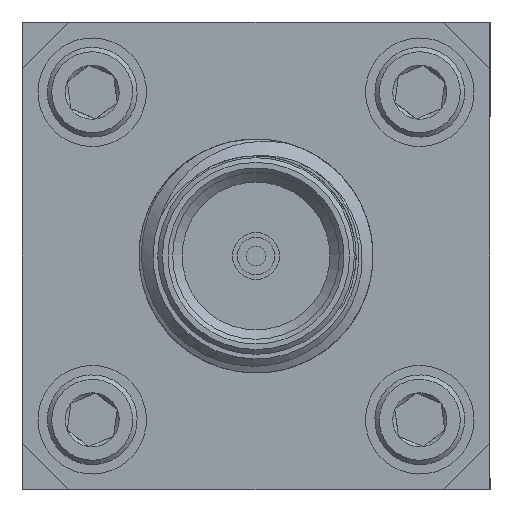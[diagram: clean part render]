
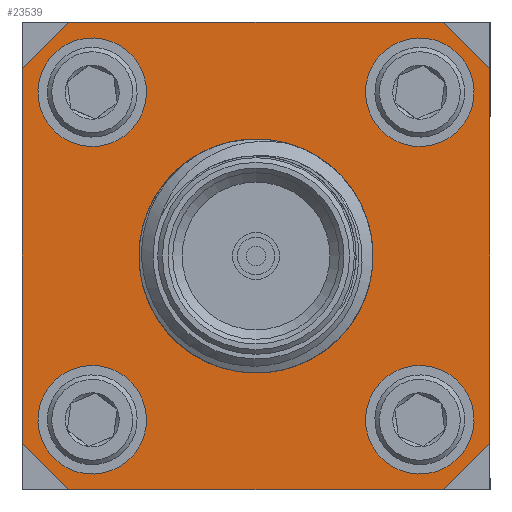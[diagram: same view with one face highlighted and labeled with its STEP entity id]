
A CAD part, left-side view. The second image highlights one B-rep face of the part: STEP entity #23539.
In plain terms, the highlighted planar face has unit normal (-1, 0, 0).
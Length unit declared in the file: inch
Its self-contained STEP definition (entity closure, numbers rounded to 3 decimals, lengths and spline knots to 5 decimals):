
#547 = DIRECTION ( 'NONE',  ( 0., 0.707, -0.707 ) ) ;
#597 = EDGE_CURVE ( 'NONE', #16565, #25343, #30933, .T. ) ;
#696 = ORIENTED_EDGE ( 'NONE', *, *, #17134, .T. ) ;
#802 = CIRCLE ( 'NONE', #12071, 0.058 ) ;
#2018 = VECTOR ( 'NONE', #12429, 39.37008 ) ;
#2146 = ORIENTED_EDGE ( 'NONE', *, *, #597, .T. ) ;
#2166 = DIRECTION ( 'NONE',  ( 1., 0., 0. ) ) ;
#2711 = CARTESIAN_POINT ( 'NONE',  ( -0.87, 0.19722, 0.12142 ) ) ;
#2825 = DIRECTION ( 'NONE',  ( 1., 0., 0. ) ) ;
#2931 = EDGE_CURVE ( 'NONE', #28417, #28417, #18509, .T. ) ;
#3003 = ORIENTED_EDGE ( 'NONE', *, *, #26674, .T. ) ;
#3026 = VECTOR ( 'NONE', #30422, 39.37008 ) ;
#3409 = CARTESIAN_POINT ( 'NONE',  ( -0.87, -0.175, -0.175 ) ) ;
#3566 = VERTEX_POINT ( 'NONE', #5737 ) ;
#3871 = CARTESIAN_POINT ( 'NONE',  ( -0.87, 0.25, 0.2 ) ) ;
#4535 = EDGE_CURVE ( 'NONE', #29388, #29388, #20375, .T. ) ;
#4979 = VERTEX_POINT ( 'NONE', #14195 ) ;
#5494 = VECTOR ( 'NONE', #547, 39.37008 ) ;
#5737 = CARTESIAN_POINT ( 'NONE',  ( -0.87, -0.19722, -0.12142 ) ) ;
#5890 = ORIENTED_EDGE ( 'NONE', *, *, #36204, .F. ) ;
#6870 = CARTESIAN_POINT ( 'NONE',  ( -0.87, 0.175, 0.175 ) ) ;
#8222 = CARTESIAN_POINT ( 'NONE',  ( -0.87, 0.25, -0.2 ) ) ;
#8364 = VECTOR ( 'NONE', #12511, 39.37008 ) ;
#8399 = VERTEX_POINT ( 'NONE', #26257 ) ;
#8436 = FACE_BOUND ( 'NONE', #28965, .T. ) ;
#8640 = DIRECTION ( 'NONE',  ( 0., 0., 1. ) ) ;
#9565 = LINE ( 'NONE', #35853, #8364 ) ;
#9614 = DIRECTION ( 'NONE',  ( 0., 0.383, -0.924 ) ) ;
#9631 = LINE ( 'NONE', #15531, #3026 ) ;
#9642 = CARTESIAN_POINT ( 'NONE',  ( -0.87, 0.2, 0.25 ) ) ;
#9820 = EDGE_CURVE ( 'NONE', #8399, #19559, #33422, .T. ) ;
#10018 = ORIENTED_EDGE ( 'NONE', *, *, #21846, .T. ) ;
#10069 = CARTESIAN_POINT ( 'NONE',  ( -0.87, -0.25, -0.2 ) ) ;
#10259 = VERTEX_POINT ( 'NONE', #15537 ) ;
#11178 = CARTESIAN_POINT ( 'NONE',  ( -0.87, 0., 0. ) ) ;
#11327 = ORIENTED_EDGE ( 'NONE', *, *, #12055, .T. ) ;
#11369 = DIRECTION ( 'NONE',  ( 1., 0., 0. ) ) ;
#11751 = DIRECTION ( 'NONE',  ( 0., 1., 0. ) ) ;
#12055 = EDGE_CURVE ( 'NONE', #19559, #10259, #15101, .T. ) ;
#12071 = AXIS2_PLACEMENT_3D ( 'NONE', #29033, #2166, #38228 ) ;
#12429 = DIRECTION ( 'NONE',  ( 0., -0.707, 0.707 ) ) ;
#12511 = DIRECTION ( 'NONE',  ( 0., 0., -1. ) ) ;
#12553 = DIRECTION ( 'NONE',  ( -1., 0., 0. ) ) ;
#13500 = CARTESIAN_POINT ( 'NONE',  ( -0.87, 0., -0.115 ) ) ;
#13875 = EDGE_LOOP ( 'NONE', ( #37968 ) ) ;
#14195 = CARTESIAN_POINT ( 'NONE',  ( -0.87, 0.19722, -0.12142 ) ) ;
#14309 = CARTESIAN_POINT ( 'NONE',  ( -0.87, 0.25, 0.2 ) ) ;
#14706 = FACE_BOUND ( 'NONE', #38746, .T. ) ;
#14785 = DIRECTION ( 'NONE',  ( 0., 0., -1. ) ) ;
#14955 = CARTESIAN_POINT ( 'NONE',  ( -0.87, -0.19722, 0.12142 ) ) ;
#14969 = ORIENTED_EDGE ( 'NONE', *, *, #2931, .T. ) ;
#14971 = CARTESIAN_POINT ( 'NONE',  ( -0.87, 0.2, -0.25 ) ) ;
#15101 = LINE ( 'NONE', #29440, #20858 ) ;
#15456 = ORIENTED_EDGE ( 'NONE', *, *, #4535, .F. ) ;
#15531 = CARTESIAN_POINT ( 'NONE',  ( -0.87, -0.2, 0.25 ) ) ;
#15537 = CARTESIAN_POINT ( 'NONE',  ( -0.87, -0.25, 0.2 ) ) ;
#16565 = VERTEX_POINT ( 'NONE', #9642 ) ;
#16870 = ORIENTED_EDGE ( 'NONE', *, *, #35304, .T. ) ;
#17134 = EDGE_CURVE ( 'NONE', #18393, #28568, #20484, .T. ) ;
#17367 = DIRECTION ( 'NONE',  ( 1., 0., 0. ) ) ;
#17855 = CARTESIAN_POINT ( 'NONE',  ( -0.87, 0.2, -0.25 ) ) ;
#18085 = AXIS2_PLACEMENT_3D ( 'NONE', #29132, #17367, #35754 ) ;
#18338 = CARTESIAN_POINT ( 'NONE',  ( -0.87, -0.2, 0.25 ) ) ;
#18393 = VERTEX_POINT ( 'NONE', #8222 ) ;
#18509 = CIRCLE ( 'NONE', #35413, 0.115 ) ;
#19339 = CARTESIAN_POINT ( 'NONE',  ( -0.87, -0.25, -0.25 ) ) ;
#19559 = VERTEX_POINT ( 'NONE', #20358 ) ;
#19932 = DIRECTION ( 'NONE',  ( 0., -1., 0. ) ) ;
#20026 = PLANE ( 'NONE',  #22794 ) ;
#20358 = CARTESIAN_POINT ( 'NONE',  ( -0.87, -0.25, -0.2 ) ) ;
#20375 = CIRCLE ( 'NONE', #22236, 0.058 ) ;
#20484 = LINE ( 'NONE', #14971, #22634 ) ;
#20560 = EDGE_LOOP ( 'NONE', ( #15456 ) ) ;
#20858 = VECTOR ( 'NONE', #8640, 39.37008 ) ;
#20864 = DIRECTION ( 'NONE',  ( 0., -0.707, -0.707 ) ) ;
#21190 = VECTOR ( 'NONE', #24475, 39.37008 ) ;
#21846 = EDGE_CURVE ( 'NONE', #4979, #4979, #802, .T. ) ;
#22236 = AXIS2_PLACEMENT_3D ( 'NONE', #6870, #12553, #9614 ) ;
#22338 = ORIENTED_EDGE ( 'NONE', *, *, #9820, .T. ) ;
#22519 = AXIS2_PLACEMENT_3D ( 'NONE', #3409, #36712, #27717 ) ;
#22606 = EDGE_CURVE ( 'NONE', #25343, #18393, #9565, .T. ) ;
#22634 = VECTOR ( 'NONE', #20864, 39.37008 ) ;
#22794 = AXIS2_PLACEMENT_3D ( 'NONE', #11178, #11369, #11751 ) ;
#23539 = ADVANCED_FACE ( 'NONE', ( #26487, #32174, #14706, #8436, #38239, #38435 ), #20026, .F. ) ;
#24475 = DIRECTION ( 'NONE',  ( 0., 1., 0. ) ) ;
#24626 = EDGE_LOOP ( 'NONE', ( #3003, #22338, #11327, #27446, #16870, #2146, #31808, #696 ) ) ;
#25343 = VERTEX_POINT ( 'NONE', #14309 ) ;
#26257 = CARTESIAN_POINT ( 'NONE',  ( -0.87, -0.2, -0.25 ) ) ;
#26487 = FACE_OUTER_BOUND ( 'NONE', #24626, .T. ) ;
#26674 = EDGE_CURVE ( 'NONE', #28568, #8399, #32074, .T. ) ;
#27446 = ORIENTED_EDGE ( 'NONE', *, *, #34535, .T. ) ;
#27717 = DIRECTION ( 'NONE',  ( 0., -0.383, 0.924 ) ) ;
#27810 = LINE ( 'NONE', #33293, #21190 ) ;
#28417 = VERTEX_POINT ( 'NONE', #13500 ) ;
#28568 = VERTEX_POINT ( 'NONE', #17855 ) ;
#28965 = EDGE_LOOP ( 'NONE', ( #10018 ) ) ;
#29033 = CARTESIAN_POINT ( 'NONE',  ( -0.87, 0.175, -0.175 ) ) ;
#29132 = CARTESIAN_POINT ( 'NONE',  ( -0.87, -0.175, 0.175 ) ) ;
#29388 = VERTEX_POINT ( 'NONE', #2711 ) ;
#29440 = CARTESIAN_POINT ( 'NONE',  ( -0.87, -0.25, -0.25 ) ) ;
#29621 = VERTEX_POINT ( 'NONE', #18338 ) ;
#30422 = DIRECTION ( 'NONE',  ( 0., 0.707, 0.707 ) ) ;
#30933 = LINE ( 'NONE', #3871, #5494 ) ;
#31808 = ORIENTED_EDGE ( 'NONE', *, *, #22606, .T. ) ;
#32074 = LINE ( 'NONE', #19339, #33930 ) ;
#32174 = FACE_BOUND ( 'NONE', #20560, .T. ) ;
#32812 = CARTESIAN_POINT ( 'NONE',  ( -0.87, 0., 0. ) ) ;
#32975 = VERTEX_POINT ( 'NONE', #14955 ) ;
#33293 = CARTESIAN_POINT ( 'NONE',  ( -0.87, -0.25, 0.25 ) ) ;
#33422 = LINE ( 'NONE', #10069, #2018 ) ;
#33930 = VECTOR ( 'NONE', #19932, 39.37008 ) ;
#34367 = CIRCLE ( 'NONE', #18085, 0.058 ) ;
#34535 = EDGE_CURVE ( 'NONE', #10259, #29621, #9631, .T. ) ;
#35304 = EDGE_CURVE ( 'NONE', #29621, #16565, #27810, .T. ) ;
#35413 = AXIS2_PLACEMENT_3D ( 'NONE', #32812, #2825, #14785 ) ;
#35754 = DIRECTION ( 'NONE',  ( 0., -0.383, -0.924 ) ) ;
#35853 = CARTESIAN_POINT ( 'NONE',  ( -0.87, 0.25, -0.25 ) ) ;
#36034 = EDGE_CURVE ( 'NONE', #32975, #32975, #34367, .T. ) ;
#36204 = EDGE_CURVE ( 'NONE', #3566, #3566, #38128, .T. ) ;
#36712 = DIRECTION ( 'NONE',  ( -1., 0., 0. ) ) ;
#37479 = EDGE_LOOP ( 'NONE', ( #5890 ) ) ;
#37968 = ORIENTED_EDGE ( 'NONE', *, *, #36034, .T. ) ;
#38128 = CIRCLE ( 'NONE', #22519, 0.058 ) ;
#38228 = DIRECTION ( 'NONE',  ( 0., 0.383, 0.924 ) ) ;
#38239 = FACE_BOUND ( 'NONE', #37479, .T. ) ;
#38435 = FACE_BOUND ( 'NONE', #13875, .T. ) ;
#38746 = EDGE_LOOP ( 'NONE', ( #14969 ) ) ;
